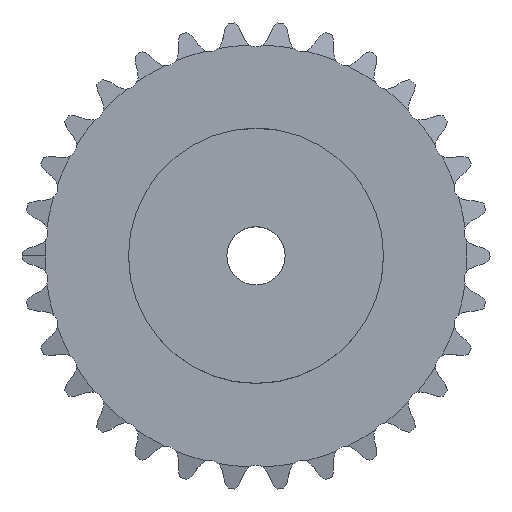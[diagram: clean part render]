
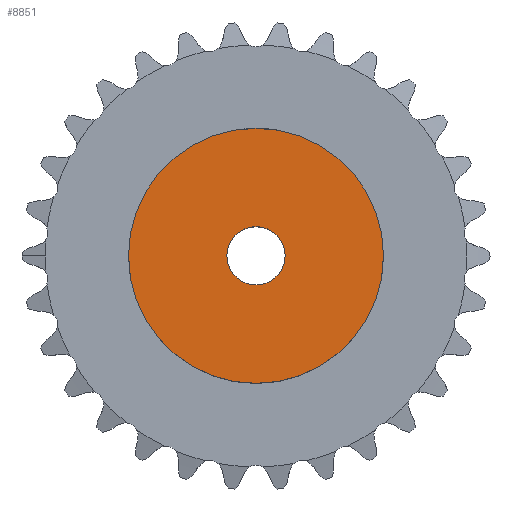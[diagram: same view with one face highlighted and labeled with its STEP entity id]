
A CAD part, top view. The second image highlights one B-rep face of the part: STEP entity #8851.
In plain terms, the highlighted planar face has unit normal (0, 0, 1).
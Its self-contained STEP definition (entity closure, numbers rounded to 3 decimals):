
#299 = DIRECTION ( 'NONE',  ( 0., 0., -1. ) ) ;
#380 = CARTESIAN_POINT ( 'NONE',  ( 0., 0., 13.603 ) ) ;
#798 = CARTESIAN_POINT ( 'NONE',  ( 0., 0., 13.603 ) ) ;
#1268 = DIRECTION ( 'NONE',  ( 1., 0., 0. ) ) ;
#1389 = FACE_BOUND ( 'NONE', #8077, .T. ) ;
#1701 = DIRECTION ( 'NONE',  ( -1., 0., 0. ) ) ;
#1896 = CARTESIAN_POINT ( 'NONE',  ( 0., 0., 13.603 ) ) ;
#2615 = EDGE_CURVE ( 'NONE', #10039, #6527, #10647, .T. ) ;
#2786 = DIRECTION ( 'NONE',  ( -1., 0., 0. ) ) ;
#3634 = EDGE_CURVE ( 'NONE', #9003, #10395, #7340, .T. ) ;
#3781 = CARTESIAN_POINT ( 'NONE',  ( 0., 0., 13.603 ) ) ;
#3846 = CIRCLE ( 'NONE', #10598, 17.5 ) ;
#4501 = EDGE_LOOP ( 'NONE', ( #5151, #6539 ) ) ;
#4533 = DIRECTION ( 'NONE',  ( 0., 0., 1. ) ) ;
#5151 = ORIENTED_EDGE ( 'NONE', *, *, #2615, .F. ) ;
#5653 = AXIS2_PLACEMENT_3D ( 'NONE', #798, #6913, #1701 ) ;
#6396 = DIRECTION ( 'NONE',  ( -1., 0., 0. ) ) ;
#6485 = DIRECTION ( 'NONE',  ( 0., 0., 1. ) ) ;
#6527 = VERTEX_POINT ( 'NONE', #10083 ) ;
#6539 = ORIENTED_EDGE ( 'NONE', *, *, #10081, .F. ) ;
#6913 = DIRECTION ( 'NONE',  ( 0., 0., -1. ) ) ;
#7340 = CIRCLE ( 'NONE', #10484, 4. ) ;
#7839 = ORIENTED_EDGE ( 'NONE', *, *, #9587, .F. ) ;
#7983 = DIRECTION ( 'NONE',  ( 0., 0., -1. ) ) ;
#8077 = EDGE_LOOP ( 'NONE', ( #8401, #7839 ) ) ;
#8401 = ORIENTED_EDGE ( 'NONE', *, *, #3634, .F. ) ;
#8482 = AXIS2_PLACEMENT_3D ( 'NONE', #9760, #4533, #10615 ) ;
#8751 = CARTESIAN_POINT ( 'NONE',  ( -17.5, 0., 13.603 ) ) ;
#8851 = ADVANCED_FACE ( 'NONE', ( #1389, #11219 ), #8994, .F. ) ;
#8994 = PLANE ( 'NONE',  #10664 ) ;
#9003 = VERTEX_POINT ( 'NONE', #10998 ) ;
#9587 = EDGE_CURVE ( 'NONE', #10395, #9003, #10661, .T. ) ;
#9760 = CARTESIAN_POINT ( 'NONE',  ( 0., 0., 13.603 ) ) ;
#10039 = VERTEX_POINT ( 'NONE', #8751 ) ;
#10081 = EDGE_CURVE ( 'NONE', #6527, #10039, #3846, .T. ) ;
#10083 = CARTESIAN_POINT ( 'NONE',  ( 17.5, 0., 13.603 ) ) ;
#10378 = CARTESIAN_POINT ( 'NONE',  ( -4., 0., 13.603 ) ) ;
#10395 = VERTEX_POINT ( 'NONE', #10378 ) ;
#10484 = AXIS2_PLACEMENT_3D ( 'NONE', #380, #6485, #1268 ) ;
#10598 = AXIS2_PLACEMENT_3D ( 'NONE', #1896, #7983, #2786 ) ;
#10615 = DIRECTION ( 'NONE',  ( 1., 0., 0. ) ) ;
#10647 = CIRCLE ( 'NONE', #5653, 17.5 ) ;
#10661 = CIRCLE ( 'NONE', #8482, 4. ) ;
#10664 = AXIS2_PLACEMENT_3D ( 'NONE', #3781, #299, #6396 ) ;
#10998 = CARTESIAN_POINT ( 'NONE',  ( 4., 0., 13.603 ) ) ;
#11219 = FACE_OUTER_BOUND ( 'NONE', #4501, .T. ) ;
